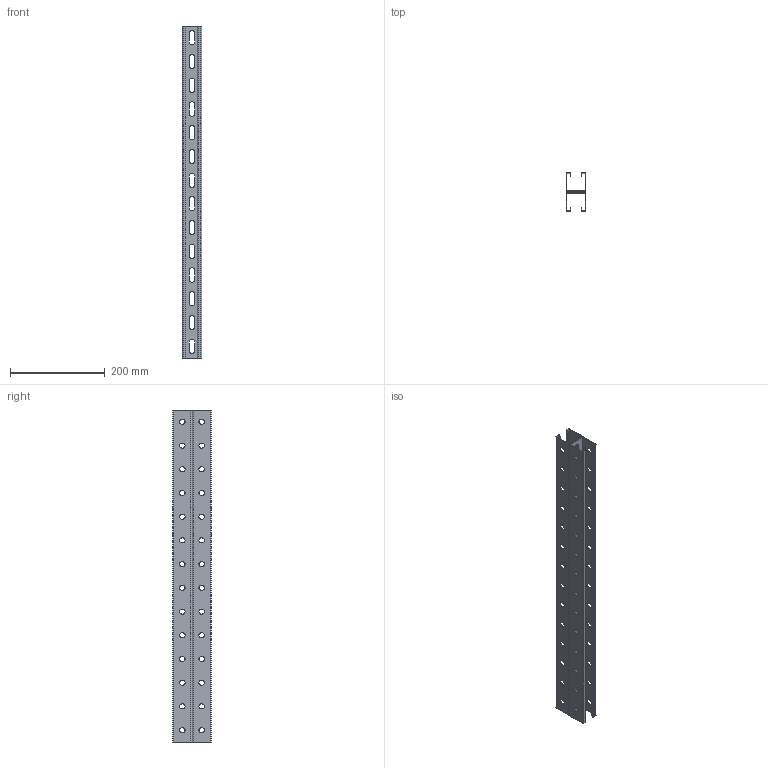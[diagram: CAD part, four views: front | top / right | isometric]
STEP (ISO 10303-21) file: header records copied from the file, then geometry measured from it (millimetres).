
FILE_DESCRIPTION (( 'STEP AP203' ), '1' );
FILE_NAME ('Äâîéíîé STRUT-ïðîôèëü_h41-L700.step', '2022-01-24T13:20:07', ( '' ), ( '' ), 'SwSTEP 2.0', 'SolidWorks 2017', '' );
FILE_SCHEMA (( 'CONFIG_CONTROL_DESIGN' ));
Length unit declared in the file: millimetre
Products named in the file (2): Äâîéíîé STRUT-ïðîôèëü_h41-L700; STRUT-镳铘桦黖h41-700
Assembly tree (2 placements, depth 2):
  Äâîéíîé STRUT-ïðîôèëü_h41-L700
    STRUT-镳铘桦黖h41-700  x2
Bounding box: 41 x 82 x 700 mm (x, y, z)
Volume: 275611.6 mm3; surface area: 383072.7 mm2
Topology: 2 solids, 2 shells, 2668 faces, 7944 edges, 5280 vertices
Faces by surface type: plane 2488, cylinder 180
Entity records: 44340 total; most frequent: CARTESIAN_POINT 7951, ORIENTED_EDGE 7944, DIRECTION 6830, EDGE_CURVE 3972, VECTOR 3792, LINE 3792, VERTEX_POINT 2640, AXIS2_PLACEMENT_3D 1519
